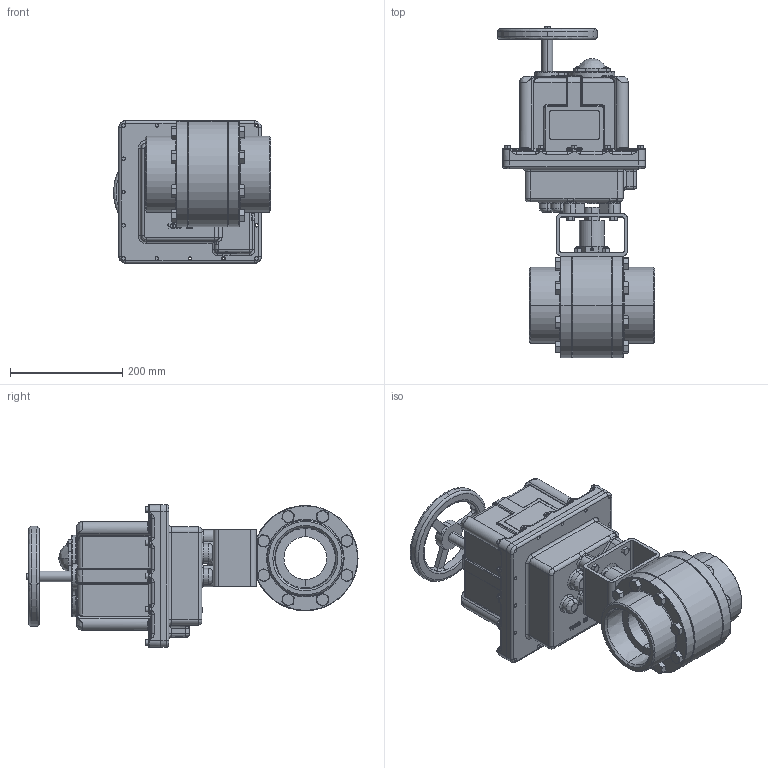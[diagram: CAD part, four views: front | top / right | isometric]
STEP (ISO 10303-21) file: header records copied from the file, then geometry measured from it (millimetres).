
FILE_DESCRIPTION (( 'STEP AP203' ), '1' );
FILE_NAME ('3000R-400-PT_ER-38.STEP', '2017-11-08T21:02:57', ( '' ), ( '' ), 'SwSTEP 2.0', 'SolidWorks 2014', '' );
FILE_SCHEMA (( 'CONFIG_CONTROL_DESIGN' ));
Length unit declared in the file: inch
Products named in the file (1): 3000R-400-PT_ER-38
Bounding box: 279.6 x 590.94 x 254.1 mm (x, y, z)
Surface area: 729519.6 mm2 (no closed solid volume)
Topology: 0 solids, 70 shells, 1512 faces, 4575 edges, 3016 vertices
Faces by surface type: cylinder 447, plane 441, bspline 394, cone 222, torus 8
Entity records: 80212 total; most frequent: CARTESIAN_POINT 43350, ORIENTED_EDGE 7583, DIRECTION 6933, EDGE_CURVE 4528, VERTEX_POINT 3016, AXIS2_PLACEMENT_3D 2673, EDGE_LOOP 1677, VECTOR 1587
